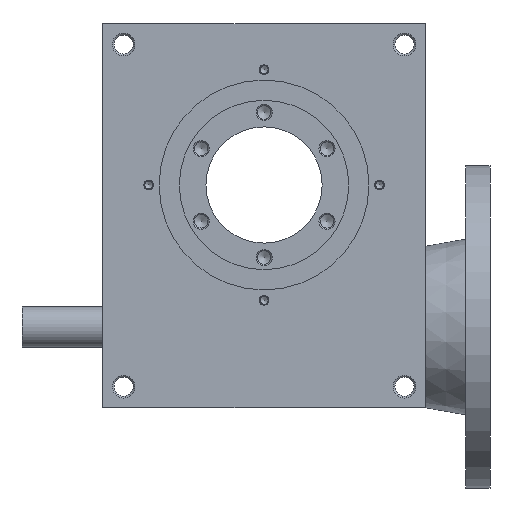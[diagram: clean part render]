
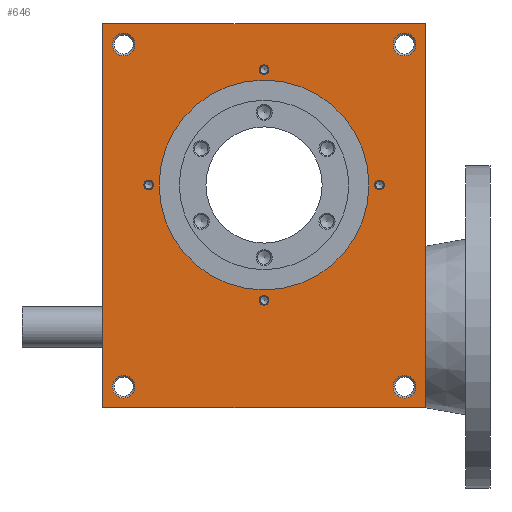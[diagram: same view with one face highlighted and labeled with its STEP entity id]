
A CAD part, front view. The second image highlights one B-rep face of the part: STEP entity #646.
In plain terms, the highlighted planar face has unit normal (0, -1, 0).
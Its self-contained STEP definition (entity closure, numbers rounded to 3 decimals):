
#646 = ADVANCED_FACE( '', ( #1502, #1503, #1504, #1505, #1506, #1507, #1508, #1509, #1510, #1511 ), #1512, .F. );
#1502 = FACE_BOUND( '', #2612, .T. );
#1503 = FACE_BOUND( '', #2613, .T. );
#1504 = FACE_BOUND( '', #2614, .T. );
#1505 = FACE_BOUND( '', #2615, .T. );
#1506 = FACE_BOUND( '', #2616, .T. );
#1507 = FACE_BOUND( '', #2617, .T. );
#1508 = FACE_BOUND( '', #2618, .T. );
#1509 = FACE_BOUND( '', #2619, .T. );
#1510 = FACE_BOUND( '', #2620, .T. );
#1511 = FACE_OUTER_BOUND( '', #2621, .T. );
#1512 = PLANE( '', #2622 );
#2612 = EDGE_LOOP( '', ( #4269 ) );
#2613 = EDGE_LOOP( '', ( #4270 ) );
#2614 = EDGE_LOOP( '', ( #4271 ) );
#2615 = EDGE_LOOP( '', ( #4272 ) );
#2616 = EDGE_LOOP( '', ( #4273 ) );
#2617 = EDGE_LOOP( '', ( #4274 ) );
#2618 = EDGE_LOOP( '', ( #4275 ) );
#2619 = EDGE_LOOP( '', ( #4276 ) );
#2620 = EDGE_LOOP( '', ( #4277 ) );
#2621 = EDGE_LOOP( '', ( #4278, #4279, #4280, #4281 ) );
#2622 = AXIS2_PLACEMENT_3D( '', #4282, #4283, #4284 );
#4269 = ORIENTED_EDGE( '', *, *, #6116, .T. );
#4270 = ORIENTED_EDGE( '', *, *, #6117, .F. );
#4271 = ORIENTED_EDGE( '', *, *, #5966, .F. );
#4272 = ORIENTED_EDGE( '', *, *, #6118, .F. );
#4273 = ORIENTED_EDGE( '', *, *, #5645, .T. );
#4274 = ORIENTED_EDGE( '', *, *, #5712, .T. );
#4275 = ORIENTED_EDGE( '', *, *, #6119, .T. );
#4276 = ORIENTED_EDGE( '', *, *, #6120, .T. );
#4277 = ORIENTED_EDGE( '', *, *, #6014, .T. );
#4278 = ORIENTED_EDGE( '', *, *, #6018, .T. );
#4279 = ORIENTED_EDGE( '', *, *, #6121, .F. );
#4280 = ORIENTED_EDGE( '', *, *, #6122, .F. );
#4281 = ORIENTED_EDGE( '', *, *, #6123, .T. );
#4282 = CARTESIAN_POINT( '', ( -100., -69., 119. ) );
#4283 = DIRECTION( '', ( 0., 1., 0. ) );
#4284 = DIRECTION( '', ( 0., 0., 1. ) );
#5645 = EDGE_CURVE( '', #6582, #6582, #6583, .T. );
#5712 = EDGE_CURVE( '', #6693, #6693, #6694, .T. );
#5966 = EDGE_CURVE( '', #7105, #7105, #7106, .T. );
#6014 = EDGE_CURVE( '', #7179, #7179, #7180, .T. );
#6018 = EDGE_CURVE( '', #7182, #7184, #7186, .T. );
#6116 = EDGE_CURVE( '', #7323, #7323, #7324, .T. );
#6117 = EDGE_CURVE( '', #7325, #7325, #7326, .T. );
#6118 = EDGE_CURVE( '', #7327, #7327, #7328, .T. );
#6119 = EDGE_CURVE( '', #7329, #7329, #7330, .T. );
#6120 = EDGE_CURVE( '', #7331, #7331, #7332, .T. );
#6121 = EDGE_CURVE( '', #7333, #7184, #7334, .T. );
#6122 = EDGE_CURVE( '', #7335, #7333, #7336, .T. );
#6123 = EDGE_CURVE( '', #7335, #7182, #7337, .T. );
#6582 = VERTEX_POINT( '', #7897 );
#6583 = CIRCLE( '', #7898, 65. );
#6693 = VERTEX_POINT( '', #8038 );
#6694 = CIRCLE( '', #8039, 7. );
#7105 = VERTEX_POINT( '', #8565 );
#7106 = CIRCLE( '', #8566, 3. );
#7179 = VERTEX_POINT( '', #8661 );
#7180 = CIRCLE( '', #8662, 7. );
#7182 = VERTEX_POINT( '', #8664 );
#7184 = VERTEX_POINT( '', #8667 );
#7186 = LINE( '', #8670, #8671 );
#7323 = VERTEX_POINT( '', #8885 );
#7324 = CIRCLE( '', #8886, 3. );
#7325 = VERTEX_POINT( '', #8887 );
#7326 = CIRCLE( '', #8888, 3. );
#7327 = VERTEX_POINT( '', #8889 );
#7328 = CIRCLE( '', #8890, 3. );
#7329 = VERTEX_POINT( '', #8891 );
#7330 = CIRCLE( '', #8892, 7. );
#7331 = VERTEX_POINT( '', #8893 );
#7332 = CIRCLE( '', #8894, 7. );
#7333 = VERTEX_POINT( '', #8895 );
#7334 = LINE( '', #8896, #8897 );
#7335 = VERTEX_POINT( '', #8898 );
#7336 = LINE( '', #8899, #8900 );
#7337 = LINE( '', #8901, #8902 );
#7897 = CARTESIAN_POINT( '', ( 0., -69., 84. ) );
#7898 = AXIS2_PLACEMENT_3D( '', #9557, #9558, #9559 );
#8038 = CARTESIAN_POINT( '', ( -87., -69., -99. ) );
#8039 = AXIS2_PLACEMENT_3D( '', #9638, #9639, #9640 );
#8565 = CARTESIAN_POINT( '', ( -71.5, -69., 16. ) );
#8566 = AXIS2_PLACEMENT_3D( '', #9987, #9988, #9989 );
#8661 = CARTESIAN_POINT( '', ( 87., -69., 113. ) );
#8662 = AXIS2_PLACEMENT_3D( '', #10042, #10043, #10044 );
#8664 = CARTESIAN_POINT( '', ( -100., -69., -119. ) );
#8667 = CARTESIAN_POINT( '', ( 100., -69., -119. ) );
#8670 = CARTESIAN_POINT( '', ( -100., -69., -119. ) );
#8671 = VECTOR( '', #10047, 1000. );
#8885 = CARTESIAN_POINT( '', ( 0., -69., 93.5 ) );
#8886 = AXIS2_PLACEMENT_3D( '', #10155, #10156, #10157 );
#8887 = CARTESIAN_POINT( '', ( 0., -69., -55.5 ) );
#8888 = AXIS2_PLACEMENT_3D( '', #10158, #10159, #10160 );
#8889 = CARTESIAN_POINT( '', ( 71.5, -69., 16. ) );
#8890 = AXIS2_PLACEMENT_3D( '', #10161, #10162, #10163 );
#8891 = CARTESIAN_POINT( '', ( -87., -69., 113. ) );
#8892 = AXIS2_PLACEMENT_3D( '', #10164, #10165, #10166 );
#8893 = CARTESIAN_POINT( '', ( 87., -69., -99. ) );
#8894 = AXIS2_PLACEMENT_3D( '', #10167, #10168, #10169 );
#8895 = CARTESIAN_POINT( '', ( 100., -69., 119. ) );
#8896 = CARTESIAN_POINT( '', ( 100., -69., 119. ) );
#8897 = VECTOR( '', #10170, 1000. );
#8898 = CARTESIAN_POINT( '', ( -100., -69., 119. ) );
#8899 = CARTESIAN_POINT( '', ( -100., -69., 119. ) );
#8900 = VECTOR( '', #10171, 1000. );
#8901 = CARTESIAN_POINT( '', ( -100., -69., 119. ) );
#8902 = VECTOR( '', #10172, 1000. );
#9557 = CARTESIAN_POINT( '', ( 0., -69., 19. ) );
#9558 = DIRECTION( '', ( 0., 1., 0. ) );
#9559 = DIRECTION( '', ( 0., 0., 1. ) );
#9638 = CARTESIAN_POINT( '', ( -87., -69., -106. ) );
#9639 = DIRECTION( '', ( 0., 1., 0. ) );
#9640 = DIRECTION( '', ( 0., 0., 1. ) );
#9987 = CARTESIAN_POINT( '', ( -71.5, -69., 19. ) );
#9988 = DIRECTION( '', ( 0., -1., 0. ) );
#9989 = DIRECTION( '', ( 0., 0., -1. ) );
#10042 = CARTESIAN_POINT( '', ( 87., -69., 106. ) );
#10043 = DIRECTION( '', ( 0., 1., 0. ) );
#10044 = DIRECTION( '', ( 0., 0., 1. ) );
#10047 = DIRECTION( '', ( 1., 0., 0. ) );
#10155 = CARTESIAN_POINT( '', ( 0., -69., 90.5 ) );
#10156 = DIRECTION( '', ( 0., 1., 0. ) );
#10157 = DIRECTION( '', ( 0., 0., 1. ) );
#10158 = CARTESIAN_POINT( '', ( 0., -69., -52.5 ) );
#10159 = DIRECTION( '', ( 0., -1., 0. ) );
#10160 = DIRECTION( '', ( 0., 0., -1. ) );
#10161 = CARTESIAN_POINT( '', ( 71.5, -69., 19. ) );
#10162 = DIRECTION( '', ( 0., -1., 0. ) );
#10163 = DIRECTION( '', ( 0., 0., -1. ) );
#10164 = CARTESIAN_POINT( '', ( -87., -69., 106. ) );
#10165 = DIRECTION( '', ( 0., 1., 0. ) );
#10166 = DIRECTION( '', ( 0., 0., 1. ) );
#10167 = CARTESIAN_POINT( '', ( 87., -69., -106. ) );
#10168 = DIRECTION( '', ( 0., 1., 0. ) );
#10169 = DIRECTION( '', ( 0., 0., 1. ) );
#10170 = DIRECTION( '', ( 0., 0., -1. ) );
#10171 = DIRECTION( '', ( 1., 0., 0. ) );
#10172 = DIRECTION( '', ( 0., 0., -1. ) );
